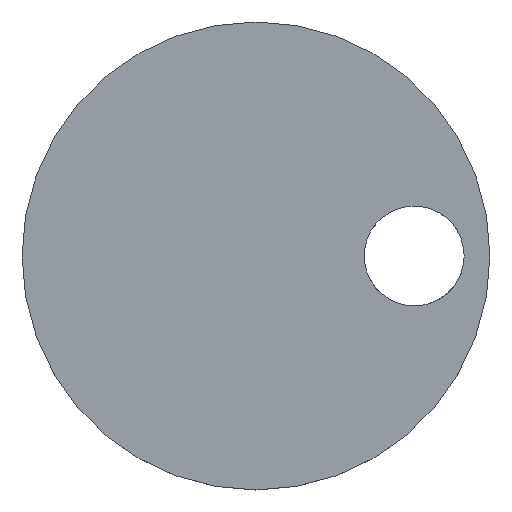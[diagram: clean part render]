
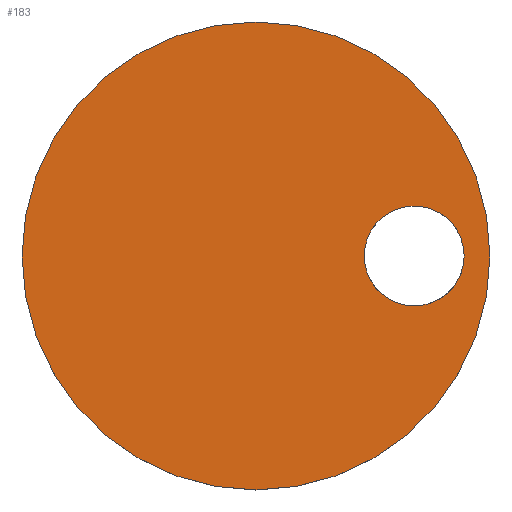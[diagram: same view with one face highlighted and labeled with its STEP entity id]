
A CAD part, top view. The second image highlights one B-rep face of the part: STEP entity #183.
In plain terms, the highlighted planar face has unit normal (0, 0, 1).
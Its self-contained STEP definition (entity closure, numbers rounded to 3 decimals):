
#2 = DIRECTION ( 'NONE',  ( 1., 0., 0. ) ) ;
#25 = PLANE ( 'NONE',  #254 ) ;
#30 = DIRECTION ( 'NONE',  ( 1., 0., 0. ) ) ;
#34 = CIRCLE ( 'NONE', #357, 1405. ) ;
#50 = DIRECTION ( 'NONE',  ( 0., 0., 1. ) ) ;
#52 = VERTEX_POINT ( 'NONE', #181 ) ;
#55 = CARTESIAN_POINT ( 'NONE',  ( 950., 0., 165. ) ) ;
#73 = DIRECTION ( 'NONE',  ( 0., 0., 1. ) ) ;
#81 = AXIS2_PLACEMENT_3D ( 'NONE', #382, #73, #349 ) ;
#89 = CARTESIAN_POINT ( 'NONE',  ( 0., 0., 165. ) ) ;
#131 = CARTESIAN_POINT ( 'NONE',  ( 0., 0., 165. ) ) ;
#137 = DIRECTION ( 'NONE',  ( 0., 0., 1. ) ) ;
#163 = VERTEX_POINT ( 'NONE', #404 ) ;
#170 = DIRECTION ( 'NONE',  ( 0., 0., 1. ) ) ;
#177 = EDGE_LOOP ( 'NONE', ( #315, #266 ) ) ;
#180 = CARTESIAN_POINT ( 'NONE',  ( 1405., 0., 165. ) ) ;
#181 = CARTESIAN_POINT ( 'NONE',  ( 1250., 0., 165. ) ) ;
#183 = ADVANCED_FACE ( 'NONE', ( #208, #339 ), #25, .T. ) ;
#189 = CIRCLE ( 'NONE', #376, 1405. ) ;
#208 = FACE_BOUND ( 'NONE', #177, .T. ) ;
#216 = EDGE_CURVE ( 'NONE', #340, #366, #34, .T. ) ;
#240 = CARTESIAN_POINT ( 'NONE',  ( 0., 0., 165. ) ) ;
#242 = ORIENTED_EDGE ( 'NONE', *, *, #216, .T. ) ;
#251 = DIRECTION ( 'NONE',  ( 0., 0., 1. ) ) ;
#254 = AXIS2_PLACEMENT_3D ( 'NONE', #89, #50, #322 ) ;
#266 = ORIENTED_EDGE ( 'NONE', *, *, #387, .F. ) ;
#301 = CIRCLE ( 'NONE', #81, 300. ) ;
#315 = ORIENTED_EDGE ( 'NONE', *, *, #411, .F. ) ;
#322 = DIRECTION ( 'NONE',  ( 1., 0., 0. ) ) ;
#326 = ORIENTED_EDGE ( 'NONE', *, *, #408, .T. ) ;
#332 = EDGE_LOOP ( 'NONE', ( #326, #242 ) ) ;
#339 = FACE_OUTER_BOUND ( 'NONE', #332, .T. ) ;
#340 = VERTEX_POINT ( 'NONE', #180 ) ;
#349 = DIRECTION ( 'NONE',  ( 1., 0., 0. ) ) ;
#352 = CIRCLE ( 'NONE', #358, 300. ) ;
#357 = AXIS2_PLACEMENT_3D ( 'NONE', #131, #137, #30 ) ;
#358 = AXIS2_PLACEMENT_3D ( 'NONE', #55, #170, #402 ) ;
#366 = VERTEX_POINT ( 'NONE', #398 ) ;
#376 = AXIS2_PLACEMENT_3D ( 'NONE', #240, #251, #2 ) ;
#382 = CARTESIAN_POINT ( 'NONE',  ( 950., 0., 165. ) ) ;
#387 = EDGE_CURVE ( 'NONE', #163, #52, #352, .T. ) ;
#398 = CARTESIAN_POINT ( 'NONE',  ( -1405., 0., 165. ) ) ;
#402 = DIRECTION ( 'NONE',  ( 1., 0., 0. ) ) ;
#404 = CARTESIAN_POINT ( 'NONE',  ( 650., 0., 165. ) ) ;
#408 = EDGE_CURVE ( 'NONE', #366, #340, #189, .T. ) ;
#411 = EDGE_CURVE ( 'NONE', #52, #163, #301, .T. ) ;
